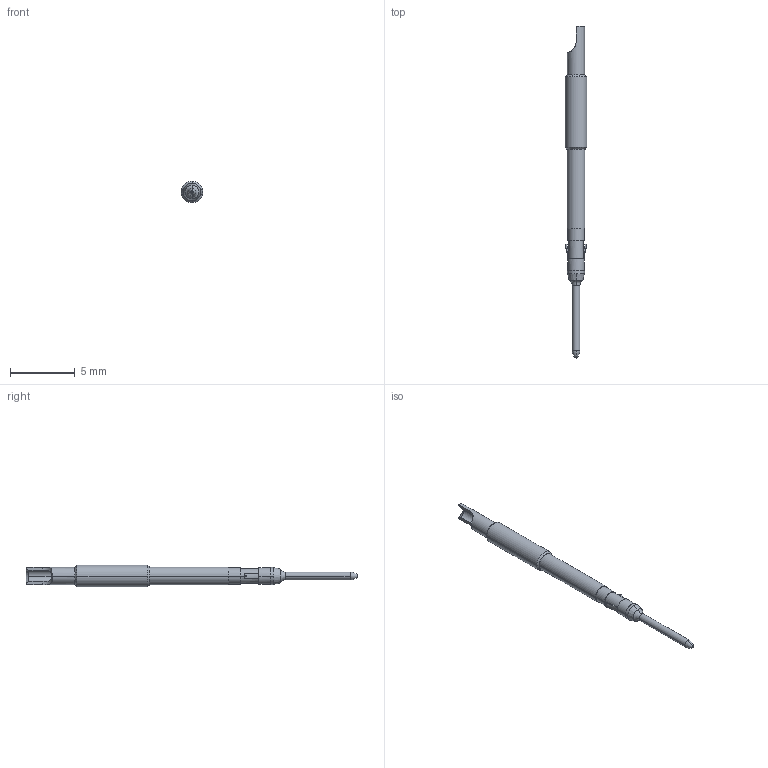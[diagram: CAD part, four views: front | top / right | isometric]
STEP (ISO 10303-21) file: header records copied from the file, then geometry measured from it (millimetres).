
FILE_DESCRIPTION (( 'STEP AP203' ), '1' );
FILE_NAME ('C-ICO60 A1 P1S5.STEP', '2011-04-25T20:27:03', ( 'Spare' ), ( 'Microsoft' ), 'SwSTEP 2.0', 'SolidWorks 2011', '' );
FILE_SCHEMA (( 'CONFIG_CONTROL_DESIGN' ));
Length unit declared in the file: inch
Products named in the file (1): C-ICO60 A1 P1S5
Bounding box: 1.65 x 25.68 x 1.65 mm (x, y, z)
Volume: 29.9 mm3; surface area: 107.6 mm2
Topology: 1 solids, 1 shells, 72 faces, 188 edges, 118 vertices
Faces by surface type: cylinder 22, cone 20, plane 16, torus 14
Entity records: 2365 total; most frequent: CARTESIAN_POINT 495, DIRECTION 404, ORIENTED_EDGE 368, EDGE_CURVE 184, AXIS2_PLACEMENT_3D 171, VERTEX_POINT 118, CIRCLE 98, EDGE_LOOP 76
